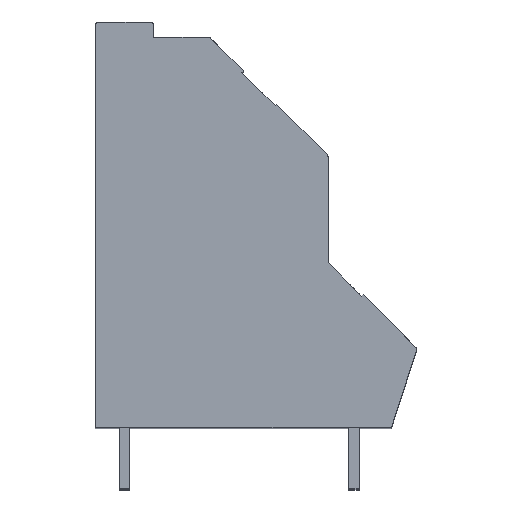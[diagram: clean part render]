
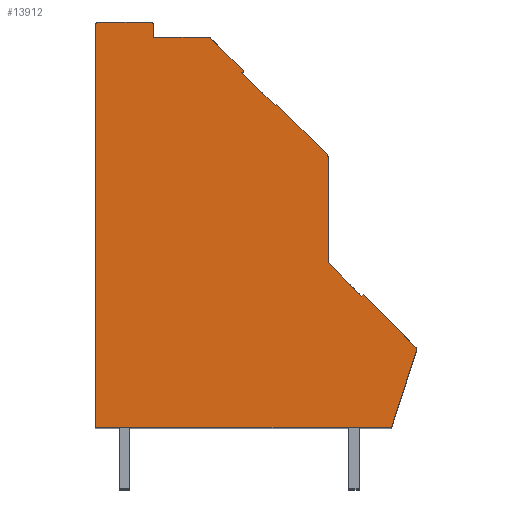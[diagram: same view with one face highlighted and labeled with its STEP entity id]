
A CAD part, top view. The second image highlights one B-rep face of the part: STEP entity #13912.
In plain terms, the highlighted planar face has unit normal (0, 0, 1).
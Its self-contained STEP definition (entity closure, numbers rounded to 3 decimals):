
#74=CIRCLE('',#14491,0.2);
#76=CIRCLE('',#14497,0.2);
#78=CIRCLE('',#14501,0.2);
#80=CIRCLE('',#14506,0.2);
#82=CIRCLE('',#14511,0.2);
#1771=ORIENTED_EDGE('',*,*,#3545,.T.);
#1772=ORIENTED_EDGE('',*,*,#4194,.T.);
#1773=ORIENTED_EDGE('',*,*,#4196,.T.);
#1774=ORIENTED_EDGE('',*,*,#3990,.T.);
#1775=ORIENTED_EDGE('',*,*,#4199,.T.);
#1776=ORIENTED_EDGE('',*,*,#4202,.T.);
#1777=ORIENTED_EDGE('',*,*,#4205,.T.);
#1778=ORIENTED_EDGE('',*,*,#4208,.T.);
#1779=ORIENTED_EDGE('',*,*,#4210,.T.);
#1780=ORIENTED_EDGE('',*,*,#4056,.T.);
#1781=ORIENTED_EDGE('',*,*,#4059,.T.);
#1782=ORIENTED_EDGE('',*,*,#4158,.T.);
#1783=ORIENTED_EDGE('',*,*,#4161,.T.);
#1784=ORIENTED_EDGE('',*,*,#4163,.T.);
#1785=ORIENTED_EDGE('',*,*,#3894,.T.);
#1786=ORIENTED_EDGE('',*,*,#3912,.T.);
#1787=ORIENTED_EDGE('',*,*,#4177,.T.);
#1788=ORIENTED_EDGE('',*,*,#4045,.T.);
#1789=ORIENTED_EDGE('',*,*,#4179,.T.);
#1790=ORIENTED_EDGE('',*,*,#3527,.T.);
#3527=EDGE_CURVE('',#4908,#4907,#5919,.T.);
#3545=EDGE_CURVE('',#4907,#4912,#5937,.T.);
#3894=EDGE_CURVE('',#5154,#5153,#6214,.T.);
#3912=EDGE_CURVE('',#5153,#5158,#6232,.T.);
#3990=EDGE_CURVE('',#5226,#5225,#6310,.T.);
#4045=EDGE_CURVE('',#5280,#5279,#6365,.T.);
#4056=EDGE_CURVE('',#5287,#5290,#74,.T.);
#4059=EDGE_CURVE('',#5290,#5292,#6377,.T.);
#4158=EDGE_CURVE('',#5292,#5390,#6476,.T.);
#4161=EDGE_CURVE('',#5390,#5392,#6479,.T.);
#4163=EDGE_CURVE('',#5392,#5154,#76,.T.);
#4177=EDGE_CURVE('',#5158,#5280,#6493,.T.);
#4179=EDGE_CURVE('',#5279,#4908,#78,.T.);
#4194=EDGE_CURVE('',#4912,#5394,#6508,.T.);
#4196=EDGE_CURVE('',#5394,#5226,#6510,.T.);
#4199=EDGE_CURVE('',#5225,#5396,#80,.T.);
#4202=EDGE_CURVE('',#5396,#5398,#6514,.T.);
#4205=EDGE_CURVE('',#5398,#5400,#6517,.T.);
#4208=EDGE_CURVE('',#5400,#5402,#82,.T.);
#4210=EDGE_CURVE('',#5402,#5287,#6520,.T.);
#4907=VERTEX_POINT('',#18185);
#4908=VERTEX_POINT('',#18187);
#4912=VERTEX_POINT('',#18221);
#5153=VERTEX_POINT('',#19028);
#5154=VERTEX_POINT('',#19030);
#5158=VERTEX_POINT('',#19064);
#5225=VERTEX_POINT('',#19221);
#5226=VERTEX_POINT('',#19223);
#5279=VERTEX_POINT('',#19332);
#5280=VERTEX_POINT('',#19334);
#5287=VERTEX_POINT('',#19350);
#5290=VERTEX_POINT('',#19355);
#5292=VERTEX_POINT('',#19361);
#5390=VERTEX_POINT('',#19559);
#5392=VERTEX_POINT('',#19565);
#5394=VERTEX_POINT('',#19604);
#5396=VERTEX_POINT('',#19613);
#5398=VERTEX_POINT('',#19619);
#5400=VERTEX_POINT('',#19625);
#5402=VERTEX_POINT('',#19631);
#5919=LINE('',#18186,#7253);
#5937=LINE('',#18222,#7271);
#6214=LINE('',#19029,#7548);
#6232=LINE('',#19065,#7566);
#6310=LINE('',#19222,#7644);
#6365=LINE('',#19333,#7699);
#6377=LINE('',#19362,#7711);
#6476=LINE('',#19560,#7810);
#6479=LINE('',#19566,#7813);
#6493=LINE('',#19584,#7827);
#6508=LINE('',#19605,#7842);
#6510=LINE('',#19608,#7844);
#6514=LINE('',#19620,#7848);
#6517=LINE('',#19626,#7851);
#6520=LINE('',#19635,#7854);
#7253=VECTOR('',#15323,1000.);
#7271=VECTOR('',#15367,1000.);
#7548=VECTOR('',#15838,1000.);
#7566=VECTOR('',#15882,1000.);
#7644=VECTOR('',#15984,1000.);
#7699=VECTOR('',#16043,1000.);
#7711=VECTOR('',#16063,1000.);
#7810=VECTOR('',#16164,1000.);
#7813=VECTOR('',#16169,1000.);
#7827=VECTOR('',#16191,1000.);
#7842=VECTOR('',#16214,1000.);
#7844=VECTOR('',#16218,1000.);
#7848=VECTOR('',#16230,1000.);
#7851=VECTOR('',#16235,1000.);
#7854=VECTOR('',#16246,1000.);
#8535=EDGE_LOOP('',(#1771,#1772,#1773,#1774,#1775,#1776,#1777,#1778,#1779,
#1780,#1781,#1782,#1783,#1784,#1785,#1786,#1787,#1788,#1789,#1790));
#9097=FACE_BOUND('',#8535,.T.);
#9606=PLANE('',#14513);
#13912=ADVANCED_FACE('',(#9097),#9606,.T.);
#14491=AXIS2_PLACEMENT_3D('',#19356,#16057,#16058);
#14497=AXIS2_PLACEMENT_3D('',#19569,#16174,#16175);
#14501=AXIS2_PLACEMENT_3D('',#19587,#16196,#16197);
#14506=AXIS2_PLACEMENT_3D('',#19614,#16224,#16225);
#14511=AXIS2_PLACEMENT_3D('',#19632,#16241,#16242);
#14513=AXIS2_PLACEMENT_3D('',#19636,#16247,#16248);
#15323=DIRECTION('',(-0.707,0.707,0.));
#15367=DIRECTION('',(-0.707,-0.707,0.));
#15838=DIRECTION('',(-0.707,0.707,0.));
#15882=DIRECTION('',(-0.707,-0.707,0.));
#15984=DIRECTION('',(-0.707,0.707,0.));
#16043=DIRECTION('',(0.,1.,0.));
#16057=DIRECTION('',(0.,0.,1.));
#16058=DIRECTION('',(1.,0.,0.));
#16063=DIRECTION('',(0.,-1.,0.));
#16164=DIRECTION('',(1.,0.,0.));
#16169=DIRECTION('',(0.309,0.951,0.));
#16174=DIRECTION('',(0.,0.,1.));
#16175=DIRECTION('',(1.,0.,0.));
#16191=DIRECTION('',(-0.707,0.707,0.));
#16196=DIRECTION('',(0.,0.,1.));
#16197=DIRECTION('',(1.,0.,0.));
#16214=DIRECTION('',(-0.707,0.707,0.));
#16218=DIRECTION('',(0.707,0.707,0.));
#16224=DIRECTION('',(0.,0.,1.));
#16225=DIRECTION('',(1.,0.,0.));
#16230=DIRECTION('',(-1.,0.,0.));
#16235=DIRECTION('',(0.,1.,0.));
#16241=DIRECTION('',(0.,0.,1.));
#16242=DIRECTION('',(1.,0.,0.));
#16246=DIRECTION('',(-1.,0.,0.));
#16247=DIRECTION('',(0.,0.,1.));
#16248=DIRECTION('',(1.,0.,0.));
#18185=CARTESIAN_POINT('',(9.957,21.115,60.));
#18186=CARTESIAN_POINT('',(13.258,17.815,60.));
#18187=CARTESIAN_POINT('',(13.258,17.815,60.));
#18221=CARTESIAN_POINT('',(9.851,21.009,60.));
#18222=CARTESIAN_POINT('',(9.957,21.115,60.));
#19028=CARTESIAN_POINT('',(15.614,8.67,60.));
#19029=CARTESIAN_POINT('',(19.041,5.243,60.));
#19030=CARTESIAN_POINT('',(19.041,5.243,60.));
#19064=CARTESIAN_POINT('',(15.508,8.564,60.));
#19065=CARTESIAN_POINT('',(15.614,8.67,60.));
#19221=CARTESIAN_POINT('',(5.631,25.441,60.));
#19222=CARTESIAN_POINT('',(7.765,23.307,60.));
#19223=CARTESIAN_POINT('',(7.765,23.307,60.));
#19332=CARTESIAN_POINT('',(13.316,17.673,60.));
#19333=CARTESIAN_POINT('',(13.316,10.756,60.));
#19334=CARTESIAN_POINT('',(13.316,10.756,60.));
#19350=CARTESIAN_POINT('',(-1.7,26.5,60.));
#19355=CARTESIAN_POINT('',(-1.9,26.3,60.));
#19356=CARTESIAN_POINT('',(-1.7,26.3,60.));
#19361=CARTESIAN_POINT('',(-1.9,0.,60.));
#19362=CARTESIAN_POINT('',(-1.9,26.3,60.));
#19559=CARTESIAN_POINT('',(17.453,0.,60.));
#19560=CARTESIAN_POINT('',(-1.9,0.,60.));
#19565=CARTESIAN_POINT('',(19.09,5.039,60.));
#19566=CARTESIAN_POINT('',(17.453,0.,60.));
#19569=CARTESIAN_POINT('',(18.9,5.101,60.));
#19584=CARTESIAN_POINT('',(15.508,8.564,60.));
#19587=CARTESIAN_POINT('',(13.116,17.673,60.));
#19604=CARTESIAN_POINT('',(7.659,23.201,60.));
#19605=CARTESIAN_POINT('',(9.851,21.009,60.));
#19608=CARTESIAN_POINT('',(7.659,23.201,60.));
#19613=CARTESIAN_POINT('',(5.489,25.5,60.));
#19614=CARTESIAN_POINT('',(5.489,25.3,60.));
#19619=CARTESIAN_POINT('',(1.9,25.5,60.));
#19620=CARTESIAN_POINT('',(5.489,25.5,60.));
#19625=CARTESIAN_POINT('',(1.9,26.3,60.));
#19626=CARTESIAN_POINT('',(1.9,25.5,60.));
#19631=CARTESIAN_POINT('',(1.7,26.5,60.));
#19632=CARTESIAN_POINT('',(1.7,26.3,60.));
#19635=CARTESIAN_POINT('',(1.7,26.5,60.));
#19636=CARTESIAN_POINT('',(-1.7,26.3,60.));
